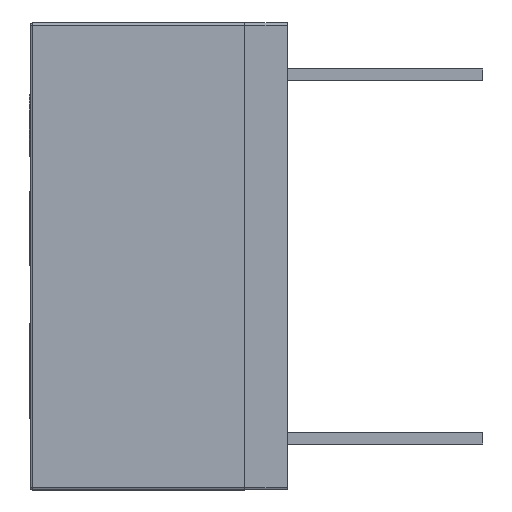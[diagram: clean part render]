
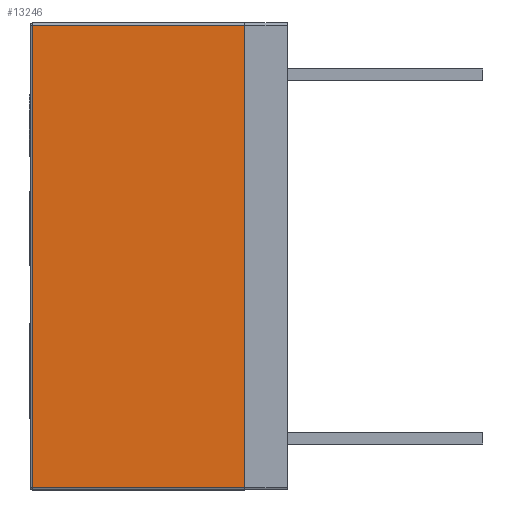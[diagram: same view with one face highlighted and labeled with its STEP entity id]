
A CAD part, left-side view. The second image highlights one B-rep face of the part: STEP entity #13246.
In plain terms, the highlighted planar face has unit normal (-1, 0, 0).
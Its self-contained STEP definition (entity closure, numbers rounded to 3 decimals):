
#30 = ORIENTED_EDGE ( 'NONE', *, *, #20929, .T. ) ;
#734 = DIRECTION ( 'NONE',  ( 0., 1., 0. ) ) ;
#1767 = CARTESIAN_POINT ( 'NONE',  ( -1.94, 0.9, 1.04 ) ) ;
#2841 = ORIENTED_EDGE ( 'NONE', *, *, #21895, .T. ) ;
#2967 = VECTOR ( 'NONE', #22243, 1000. ) ;
#3248 = VERTEX_POINT ( 'NONE', #1767 ) ;
#3707 = CARTESIAN_POINT ( 'NONE',  ( -1.94, 5.35, 1.04 ) ) ;
#6692 = CARTESIAN_POINT ( 'NONE',  ( -1.94, 0.9, -8.66 ) ) ;
#6891 = CARTESIAN_POINT ( 'NONE',  ( -1.94, 0.9, 1.04 ) ) ;
#7569 = LINE ( 'NONE', #6692, #18566 ) ;
#7788 = CARTESIAN_POINT ( 'NONE',  ( -1.94, 5.35, -8.71 ) ) ;
#8757 = PLANE ( 'NONE',  #25342 ) ;
#8931 = DIRECTION ( 'NONE',  ( 1., 0., 0. ) ) ;
#10626 = VECTOR ( 'NONE', #19843, 1000. ) ;
#11739 = ORIENTED_EDGE ( 'NONE', *, *, #17033, .T. ) ;
#13246 = ADVANCED_FACE ( 'NONE', ( #13260 ), #8757, .F. ) ;
#13260 = FACE_OUTER_BOUND ( 'NONE', #24140, .T. ) ;
#13403 = CARTESIAN_POINT ( 'NONE',  ( -1.94, 0.9, -8.66 ) ) ;
#13527 = LINE ( 'NONE', #15775, #10626 ) ;
#13977 = LINE ( 'NONE', #7788, #2967 ) ;
#13985 = VERTEX_POINT ( 'NONE', #3707 ) ;
#14465 = VERTEX_POINT ( 'NONE', #13403 ) ;
#15775 = CARTESIAN_POINT ( 'NONE',  ( -1.94, 0.9, -8.71 ) ) ;
#16462 = CARTESIAN_POINT ( 'NONE',  ( -1.94, 5.35, -8.66 ) ) ;
#17033 = EDGE_CURVE ( 'NONE', #21023, #14465, #7569, .T. ) ;
#18454 = EDGE_CURVE ( 'NONE', #3248, #14465, #13527, .T. ) ;
#18566 = VECTOR ( 'NONE', #21083, 1000. ) ;
#19843 = DIRECTION ( 'NONE',  ( 0., 0., -1. ) ) ;
#20273 = VECTOR ( 'NONE', #734, 1000. ) ;
#20929 = EDGE_CURVE ( 'NONE', #13985, #21023, #13977, .T. ) ;
#21023 = VERTEX_POINT ( 'NONE', #16462 ) ;
#21083 = DIRECTION ( 'NONE',  ( 0., -1., 0. ) ) ;
#21342 = CARTESIAN_POINT ( 'NONE',  ( -1.94, 0.9, -8.71 ) ) ;
#21895 = EDGE_CURVE ( 'NONE', #3248, #13985, #25830, .T. ) ;
#22243 = DIRECTION ( 'NONE',  ( 0., 0., -1. ) ) ;
#23437 = DIRECTION ( 'NONE',  ( 0., 0., 1. ) ) ;
#24140 = EDGE_LOOP ( 'NONE', ( #24306, #2841, #30, #11739 ) ) ;
#24306 = ORIENTED_EDGE ( 'NONE', *, *, #18454, .F. ) ;
#25342 = AXIS2_PLACEMENT_3D ( 'NONE', #21342, #8931, #23437 ) ;
#25830 = LINE ( 'NONE', #6891, #20273 ) ;
